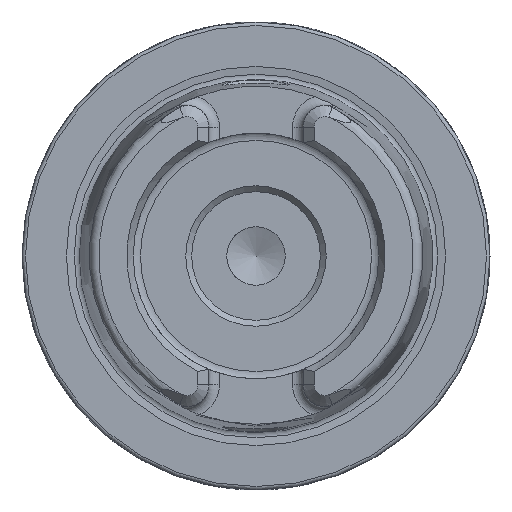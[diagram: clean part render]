
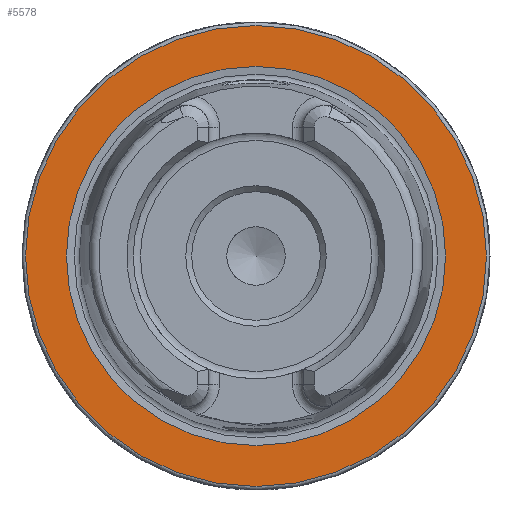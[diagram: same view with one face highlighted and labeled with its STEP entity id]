
A CAD part, left-side view. The second image highlights one B-rep face of the part: STEP entity #5578.
In plain terms, the highlighted planar face has unit normal (-1, 0, 0).
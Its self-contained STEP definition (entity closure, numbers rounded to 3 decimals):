
#37 = DIRECTION ( 'NONE',  ( 0., 0., 1. ) ) ;
#126 = DIRECTION ( 'NONE',  ( 0., 0., 1. ) ) ;
#863 = CIRCLE ( 'NONE', #3688, 16.207 ) ;
#1105 = AXIS2_PLACEMENT_3D ( 'NONE', #5281, #7527, #37 ) ;
#1751 = FACE_BOUND ( 'NONE', #4621, .T. ) ;
#1829 = CIRCLE ( 'NONE', #1105, 19.7 ) ;
#1852 = DIRECTION ( 'NONE',  ( 0., 0., -1. ) ) ;
#1979 = VERTEX_POINT ( 'NONE', #4559 ) ;
#3236 = ORIENTED_EDGE ( 'NONE', *, *, #7091, .T. ) ;
#3688 = AXIS2_PLACEMENT_3D ( 'NONE', #9736, #7581, #126 ) ;
#4524 = CARTESIAN_POINT ( 'NONE',  ( 0., 0., 16.207 ) ) ;
#4559 = CARTESIAN_POINT ( 'NONE',  ( 0., 0., 19.7 ) ) ;
#4621 = EDGE_LOOP ( 'NONE', ( #9188 ) ) ;
#4806 = DIRECTION ( 'NONE',  ( 1., 0., 0. ) ) ;
#5281 = CARTESIAN_POINT ( 'NONE',  ( 0., 0., 0. ) ) ;
#5486 = AXIS2_PLACEMENT_3D ( 'NONE', #9260, #4806, #1852 ) ;
#5567 = PLANE ( 'NONE',  #5486 ) ;
#5578 = ADVANCED_FACE ( 'NONE', ( #1751, #8890 ), #5567, .F. ) ;
#5800 = EDGE_LOOP ( 'NONE', ( #3236 ) ) ;
#7091 = EDGE_CURVE ( 'NONE', #1979, #1979, #1829, .T. ) ;
#7527 = DIRECTION ( 'NONE',  ( -1., 0., 0. ) ) ;
#7581 = DIRECTION ( 'NONE',  ( -1., 0., 0. ) ) ;
#7732 = EDGE_CURVE ( 'NONE', #8313, #8313, #863, .T. ) ;
#8313 = VERTEX_POINT ( 'NONE', #4524 ) ;
#8890 = FACE_OUTER_BOUND ( 'NONE', #5800, .T. ) ;
#9188 = ORIENTED_EDGE ( 'NONE', *, *, #7732, .F. ) ;
#9260 = CARTESIAN_POINT ( 'NONE',  ( 0., 19.7, 0. ) ) ;
#9736 = CARTESIAN_POINT ( 'NONE',  ( 0., 0., 0. ) ) ;
